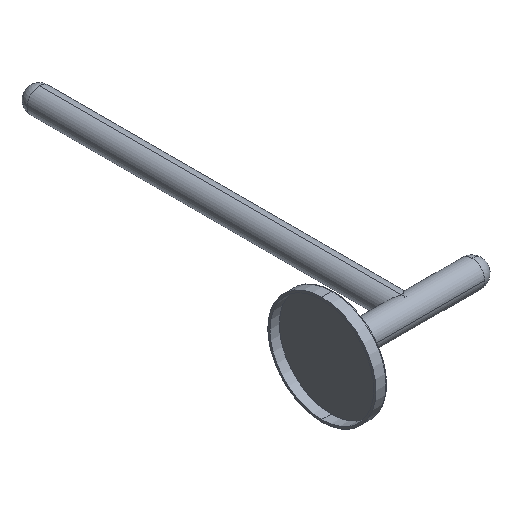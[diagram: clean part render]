
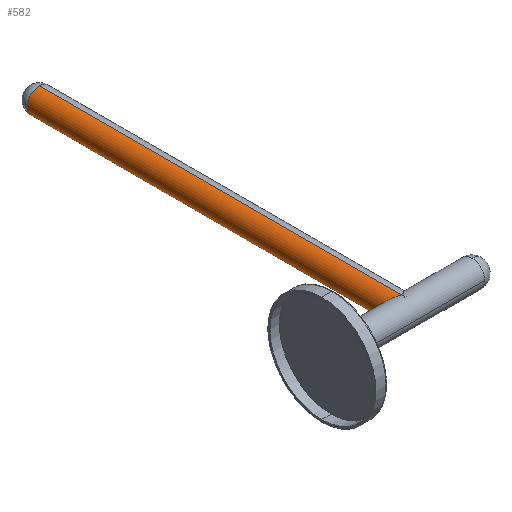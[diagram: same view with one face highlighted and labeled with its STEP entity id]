
A CAD part, isometric view. The second image highlights one B-rep face of the part: STEP entity #582.
In plain terms, the highlighted cylindrical face has radius 8.5 mm (diameter 17 mm), a partial arc.
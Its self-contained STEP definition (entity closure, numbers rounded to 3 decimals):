
#42 = DIRECTION ( 'NONE',  ( 0., 0., -1. ) ) ;
#70 = DIRECTION ( 'NONE',  ( 0., -1., 0. ) ) ;
#87 = DIRECTION ( 'NONE',  ( 0., 0., -1. ) ) ;
#93 = CARTESIAN_POINT ( 'NONE',  ( 0., 254., 0. ) ) ;
#196 = CARTESIAN_POINT ( 'NONE',  ( 0., 0., 0. ) ) ;
#234 = DIRECTION ( 'NONE',  ( 0., -1., 0. ) ) ;
#259 = DIRECTION ( 'NONE',  ( 0., 0., -1. ) ) ;
#297 = CARTESIAN_POINT ( 'NONE',  ( -8.5, 254., 0. ) ) ;
#334 = CARTESIAN_POINT ( 'NONE',  ( 0., 0., -8.5 ) ) ;
#343 = CARTESIAN_POINT ( 'NONE',  ( 0., 254., -8.5 ) ) ;
#352 = CARTESIAN_POINT ( 'NONE',  ( 0., 254., 8.5 ) ) ;
#419 = CARTESIAN_POINT ( 'NONE',  ( 0., 0., 8.5 ) ) ;
#456 = EDGE_CURVE ( 'NONE', #1023, #1028, #641, .T. ) ;
#462 = EDGE_CURVE ( 'NONE', #1009, #1089, #673, .T. ) ;
#464 = AXIS2_PLACEMENT_3D ( 'NONE', #196, #234, #259 ) ;
#473 = EDGE_CURVE ( 'NONE', #1028, #1115, #700, .T. ) ;
#478 = AXIS2_PLACEMENT_3D ( 'NONE', #940, #984, #87 ) ;
#480 = EDGE_CURVE ( 'NONE', #1089, #1115, #713, .T. ) ;
#501 = AXIS2_PLACEMENT_3D ( 'NONE', #93, #70, #42 ) ;
#520 = AXIS2_PLACEMENT_3D ( 'NONE', #878, #873, #874 ) ;
#539 = EDGE_CURVE ( 'NONE', #1009, #1023, #710, .T. ) ;
#582 = ADVANCED_FACE ( 'NONE', ( #617 ), #618, .T. ) ;
#588 = VECTOR ( 'NONE', #885, 1000. ) ;
#617 = FACE_OUTER_BOUND ( 'NONE', #1109, .T. ) ;
#618 = CYLINDRICAL_SURFACE ( 'NONE', #464, 8.5 ) ;
#641 = CIRCLE ( 'NONE', #520, 8.5 ) ;
#673 = LINE ( 'NONE', #877, #588 ) ;
#700 = LINE ( 'NONE', #961, #730 ) ;
#710 = CIRCLE ( 'NONE', #501, 8.5 ) ;
#713 = CIRCLE ( 'NONE', #478, 8.5 ) ;
#730 = VECTOR ( 'NONE', #868, 1000. ) ;
#868 = DIRECTION ( 'NONE',  ( 0., -1., 0. ) ) ;
#873 = DIRECTION ( 'NONE',  ( 0., -1., 0. ) ) ;
#874 = DIRECTION ( 'NONE',  ( 0., 0., -1. ) ) ;
#877 = CARTESIAN_POINT ( 'NONE',  ( 0., 0., 8.5 ) ) ;
#878 = CARTESIAN_POINT ( 'NONE',  ( 0., 254., 0. ) ) ;
#885 = DIRECTION ( 'NONE',  ( 0., -1., 0. ) ) ;
#940 = CARTESIAN_POINT ( 'NONE',  ( 0., 0., 0. ) ) ;
#961 = CARTESIAN_POINT ( 'NONE',  ( 0., 0., -8.5 ) ) ;
#984 = DIRECTION ( 'NONE',  ( 0., -1., 0. ) ) ;
#1009 = VERTEX_POINT ( 'NONE', #352 ) ;
#1023 = VERTEX_POINT ( 'NONE', #297 ) ;
#1024 = ORIENTED_EDGE ( 'NONE', *, *, #456, .T. ) ;
#1028 = VERTEX_POINT ( 'NONE', #343 ) ;
#1040 = ORIENTED_EDGE ( 'NONE', *, *, #480, .F. ) ;
#1072 = ORIENTED_EDGE ( 'NONE', *, *, #473, .T. ) ;
#1089 = VERTEX_POINT ( 'NONE', #419 ) ;
#1092 = ORIENTED_EDGE ( 'NONE', *, *, #462, .F. ) ;
#1109 = EDGE_LOOP ( 'NONE', ( #1092, #1118, #1024, #1072, #1040 ) ) ;
#1115 = VERTEX_POINT ( 'NONE', #334 ) ;
#1118 = ORIENTED_EDGE ( 'NONE', *, *, #539, .T. ) ;
